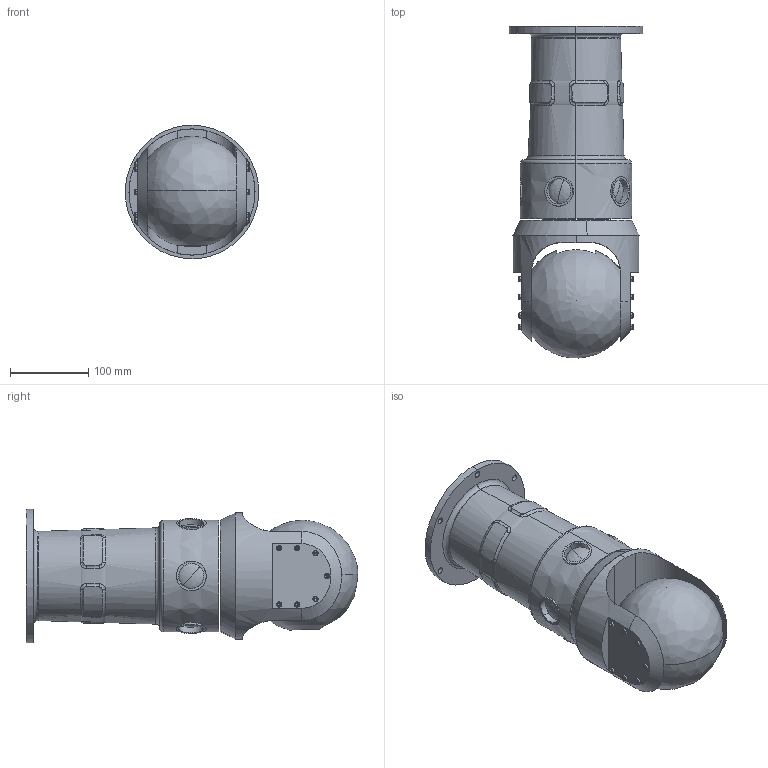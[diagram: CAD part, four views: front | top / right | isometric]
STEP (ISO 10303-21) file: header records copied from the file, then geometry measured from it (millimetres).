
FILE_DESCRIPTION(('FreeCAD Model'),'2;1');
FILE_NAME('Open CASCADE Shape Model','2025-05-05T17:30:29',('FreeCAD'),( 'FreeCAD'),'Open CASCADE STEP processor 7.6','FreeCAD','Unknown');
FILE_SCHEMA(('AUTOMOTIVE_DESIGN { 1 0 10303 214 1 1 1 1 }'));
Products named in the file (1): Open CASCADE STEP translator 7.6 1
Bounding box: 170.45 x 423.97 x 170.52 mm (x, y, z)
Volume: 3236145.5 mm3; surface area: 553172.6 mm2
Topology: 48 solids, 48 shells, 983 faces, 2225 edges, 1364 vertices
Faces by surface type: bspline 983
Entity records: 37708 total; most frequent: CARTESIAN_POINT 24956, ORIENTED_EDGE 4296, EDGE_CURVE 2148, VERTEX_POINT 1364, B_SPLINE_CURVE_WITH_KNOTS 1170, FACE_BOUND 1138, EDGE_LOOP 1138, ADVANCED_FACE 983
